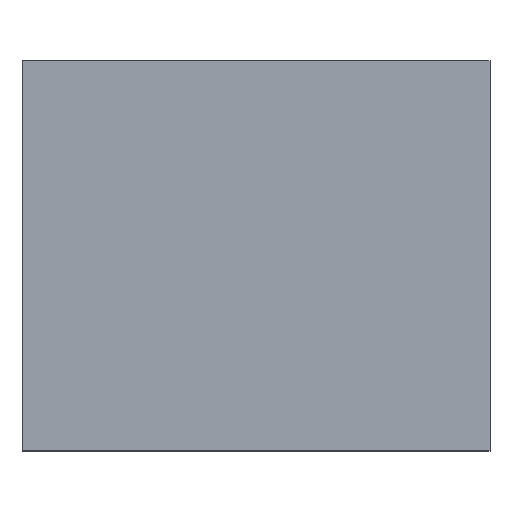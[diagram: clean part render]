
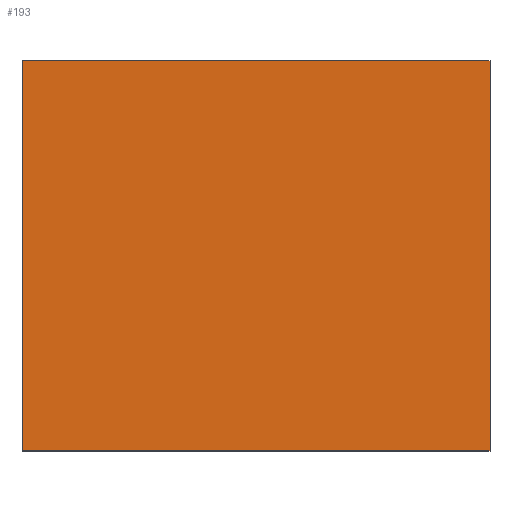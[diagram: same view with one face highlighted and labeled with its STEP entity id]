
A CAD part, top view. The second image highlights one B-rep face of the part: STEP entity #193.
In plain terms, the highlighted planar face has unit normal (0, 0, 1).
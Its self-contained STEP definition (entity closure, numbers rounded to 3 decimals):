
#154=CARTESIAN_POINT('Axis2P3D Location',(0.,0.,100.)) ;
#159=CARTESIAN_POINT('Line Origine',(300.,125.,100.)) ;
#163=CARTESIAN_POINT('Vertex',(300.,0.,100.)) ;
#165=CARTESIAN_POINT('Vertex',(300.,250.,100.)) ;
#168=CARTESIAN_POINT('Line Origine',(150.,250.,100.)) ;
#172=CARTESIAN_POINT('Vertex',(0.,250.,100.)) ;
#175=CARTESIAN_POINT('Line Origine',(0.,125.,100.)) ;
#179=CARTESIAN_POINT('Vertex',(0.,0.,100.)) ;
#182=CARTESIAN_POINT('Line Origine',(150.,0.,100.)) ;
#155=DIRECTION('Axis2P3D Direction',(0.,0.,1.)) ;
#156=DIRECTION('Axis2P3D XDirection',(1.,0.,0.)) ;
#160=DIRECTION('Vector Direction',(0.,1.,0.)) ;
#169=DIRECTION('Vector Direction',(-1.,0.,0.)) ;
#176=DIRECTION('Vector Direction',(0.,-1.,0.)) ;
#183=DIRECTION('Vector Direction',(1.,0.,0.)) ;
#157=AXIS2_PLACEMENT_3D('Plane Axis2P3D',#154,#155,#156) ;
#188=ORIENTED_EDGE('',*,*,#167,.T.) ;
#189=ORIENTED_EDGE('',*,*,#174,.T.) ;
#190=ORIENTED_EDGE('',*,*,#181,.T.) ;
#191=ORIENTED_EDGE('',*,*,#186,.T.) ;
#161=VECTOR('Line Direction',#160,1.) ;
#170=VECTOR('Line Direction',#169,1.) ;
#177=VECTOR('Line Direction',#176,1.) ;
#184=VECTOR('Line Direction',#183,1.) ;
#193=ADVANCED_FACE('PartBody',(#192),#158,.T.) ;
#167=EDGE_CURVE('',#164,#166,#162,.T.) ;
#174=EDGE_CURVE('',#166,#173,#171,.T.) ;
#181=EDGE_CURVE('',#173,#180,#178,.T.) ;
#186=EDGE_CURVE('',#180,#164,#185,.T.) ;
#187=EDGE_LOOP('',(#188,#189,#190,#191)) ;
#192=FACE_OUTER_BOUND('',#187,.T.) ;
#162=LINE('Line',#159,#161) ;
#171=LINE('Line',#168,#170) ;
#178=LINE('Line',#175,#177) ;
#185=LINE('Line',#182,#184) ;
#158=PLANE('',#157) ;
#164=VERTEX_POINT('',#163) ;
#166=VERTEX_POINT('',#165) ;
#173=VERTEX_POINT('',#172) ;
#180=VERTEX_POINT('',#179) ;
